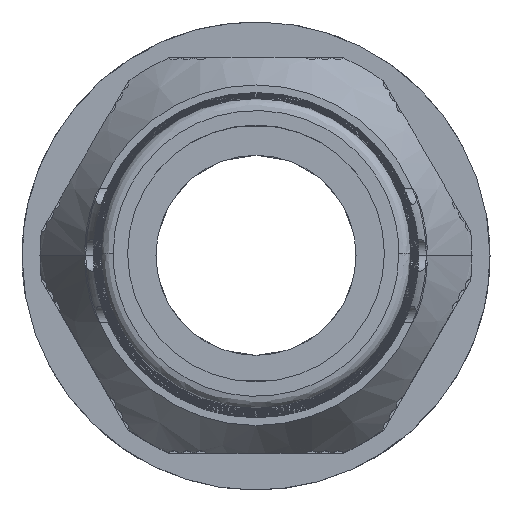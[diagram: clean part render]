
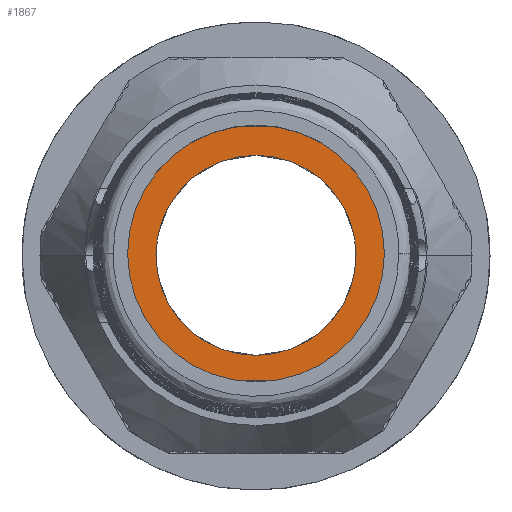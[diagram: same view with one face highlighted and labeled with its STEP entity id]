
A CAD part, top view. The second image highlights one B-rep face of the part: STEP entity #1867.
In plain terms, the highlighted planar face has unit normal (0, 0, 1).
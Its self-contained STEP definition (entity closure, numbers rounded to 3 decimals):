
#311 = DIRECTION ( 'NONE',  ( -1., 0., 0. ) ) ;
#318 = CARTESIAN_POINT ( 'NONE',  ( 0., 0., 39.95 ) ) ;
#352 = DIRECTION ( 'NONE',  ( 0., 0., -1. ) ) ;
#417 = DIRECTION ( 'NONE',  ( 0., 1., 0. ) ) ;
#423 = DIRECTION ( 'NONE',  ( 0., 0., -1. ) ) ;
#456 = CARTESIAN_POINT ( 'NONE',  ( 0., 0., 39.95 ) ) ;
#1651 = EDGE_LOOP ( 'NONE', ( #17927, #17908 ) ) ;
#1712 = EDGE_LOOP ( 'NONE', ( #17904, #17874 ) ) ;
#1867 = ADVANCED_FACE ( 'NONE', ( #17017, #17005 ), #17035, .T. ) ;
#2531 = EDGE_CURVE ( 'NONE', #11566, #18519, #22012, .T. ) ;
#2632 = EDGE_CURVE ( 'NONE', #18497, #18561, #22062, .T. ) ;
#7028 = CARTESIAN_POINT ( 'NONE',  ( -10.834, 0., 39.95 ) ) ;
#8023 = DIRECTION ( 'NONE',  ( 0., 1., 0. ) ) ;
#8038 = DIRECTION ( 'NONE',  ( 0., 0., -1. ) ) ;
#8043 = CARTESIAN_POINT ( 'NONE',  ( 0., 0., 39.95 ) ) ;
#9091 = CIRCLE ( 'NONE', #9145, 8.334 ) ;
#9145 = AXIS2_PLACEMENT_3D ( 'NONE', #456, #423, #417 ) ;
#9849 = DIRECTION ( 'NONE',  ( -1., 0., 0. ) ) ;
#9858 = CARTESIAN_POINT ( 'NONE',  ( 0., 0., 39.95 ) ) ;
#9867 = DIRECTION ( 'NONE',  ( 0., 0., -1. ) ) ;
#10717 = CIRCLE ( 'NONE', #10719, 10.834 ) ;
#10719 = AXIS2_PLACEMENT_3D ( 'NONE', #318, #352, #311 ) ;
#11566 = VERTEX_POINT ( 'NONE', #7028 ) ;
#16989 = DIRECTION ( 'NONE',  ( 0., 0., 1. ) ) ;
#16993 = CARTESIAN_POINT ( 'NONE',  ( 0., 0., 39.95 ) ) ;
#17005 = FACE_BOUND ( 'NONE', #1712, .T. ) ;
#17017 = FACE_OUTER_BOUND ( 'NONE', #1651, .T. ) ;
#17023 = DIRECTION ( 'NONE',  ( 1., 0., 0. ) ) ;
#17035 = PLANE ( 'NONE',  #22451 ) ;
#17446 = EDGE_CURVE ( 'NONE', #18519, #11566, #10717, .T. ) ;
#17461 = EDGE_CURVE ( 'NONE', #18561, #18497, #9091, .T. ) ;
#17874 = ORIENTED_EDGE ( 'NONE', *, *, #2632, .T. ) ;
#17904 = ORIENTED_EDGE ( 'NONE', *, *, #17461, .T. ) ;
#17908 = ORIENTED_EDGE ( 'NONE', *, *, #17446, .F. ) ;
#17927 = ORIENTED_EDGE ( 'NONE', *, *, #2531, .F. ) ;
#18497 = VERTEX_POINT ( 'NONE', #19761 ) ;
#18519 = VERTEX_POINT ( 'NONE', #19875 ) ;
#18561 = VERTEX_POINT ( 'NONE', #19848 ) ;
#19761 = CARTESIAN_POINT ( 'NONE',  ( 0., -8.334, 39.95 ) ) ;
#19848 = CARTESIAN_POINT ( 'NONE',  ( 0., 8.334, 39.95 ) ) ;
#19875 = CARTESIAN_POINT ( 'NONE',  ( 10.834, 0., 39.95 ) ) ;
#22010 = AXIS2_PLACEMENT_3D ( 'NONE', #9858, #9867, #9849 ) ;
#22012 = CIRCLE ( 'NONE', #22010, 10.834 ) ;
#22062 = CIRCLE ( 'NONE', #22097, 8.334 ) ;
#22097 = AXIS2_PLACEMENT_3D ( 'NONE', #8043, #8038, #8023 ) ;
#22451 = AXIS2_PLACEMENT_3D ( 'NONE', #16993, #16989, #17023 ) ;
